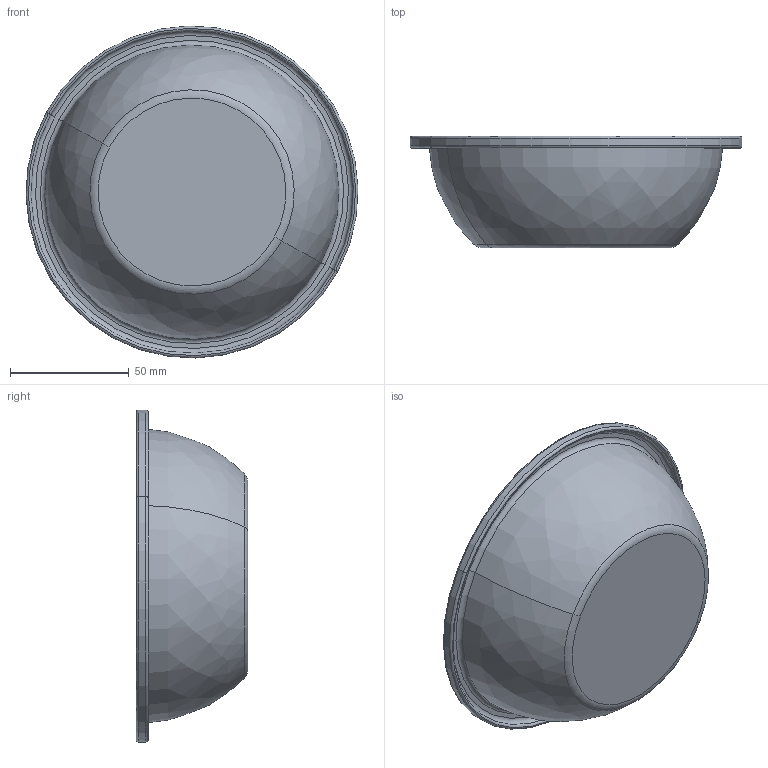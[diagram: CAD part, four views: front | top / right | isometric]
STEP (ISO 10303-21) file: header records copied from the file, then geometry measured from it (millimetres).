
FILE_DESCRIPTION(('CATIA V5 STEP Exchange'),'2;1');
FILE_NAME('contenant_soupe_sphere.stp','2021-03-30T22:00:29+00:00',('none'),('none'),'CATIA Version 5 Release 20 GA (IN-10)','CATIA V5 STEP AP203','none');
FILE_SCHEMA(('CONFIG_CONTROL_DESIGN'));
Length unit declared in the file: millimetre
Products named in the file (1): Pièce1
Bounding box: 139.96 x 47 x 139.96 mm (x, y, z)
Volume: 55234.5 mm3; surface area: 54376 mm2
Topology: 1 solids, 1 shells, 26 faces, 50 edges, 28 vertices
Faces by surface type: torus 16, plane 4, revolution 4, cylinder 2
Entity records: 665 total; most frequent: CARTESIAN_POINT 114, ORIENTED_EDGE 100, DIRECTION 94, AXIS2_PLACEMENT_3D 70, EDGE_CURVE 50, CIRCLE 48, EDGE_LOOP 28, VERTEX_POINT 28
